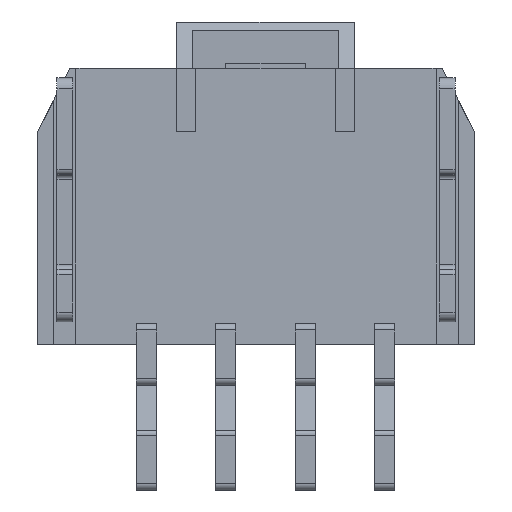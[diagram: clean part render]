
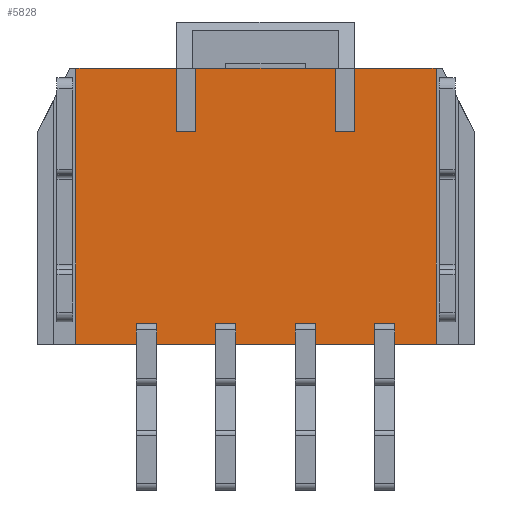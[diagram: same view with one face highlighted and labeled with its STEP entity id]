
A CAD part, front view. The second image highlights one B-rep face of the part: STEP entity #5828.
In plain terms, the highlighted planar face has unit normal (0, -1, 0).
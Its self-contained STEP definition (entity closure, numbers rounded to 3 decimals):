
#276=FACE_OUTER_BOUND('',#592,.T.);
#592=EDGE_LOOP('',(#3864,#3865,#3866,#3867,#3868,#3869,#3870,#3871,#3872,
#3873,#3874,#3875,#3876,#3877,#3878,#3879,#3880,#3881,#3882,#3883,#3884,
#3885,#3886,#3887,#3888,#3889,#3890,#3891));
#935=LINE('',#8144,#1699);
#936=LINE('',#8146,#1700);
#937=LINE('',#8148,#1701);
#938=LINE('',#8150,#1702);
#939=LINE('',#8152,#1703);
#940=LINE('',#8154,#1704);
#941=LINE('',#8156,#1705);
#942=LINE('',#8158,#1706);
#943=LINE('',#8160,#1707);
#944=LINE('',#8162,#1708);
#945=LINE('',#8164,#1709);
#946=LINE('',#8166,#1710);
#947=LINE('',#8168,#1711);
#948=LINE('',#8170,#1712);
#949=LINE('',#8172,#1713);
#950=LINE('',#8174,#1714);
#951=LINE('',#8176,#1715);
#952=LINE('',#8178,#1716);
#953=LINE('',#8180,#1717);
#954=LINE('',#8182,#1718);
#955=LINE('',#8184,#1719);
#956=LINE('',#8186,#1720);
#957=LINE('',#8188,#1721);
#958=LINE('',#8190,#1722);
#959=LINE('',#8192,#1723);
#960=LINE('',#8194,#1724);
#961=LINE('',#8196,#1725);
#962=LINE('',#8197,#1726);
#1699=VECTOR('',#6572,0.65);
#1700=VECTOR('',#6573,0.635);
#1701=VECTOR('',#6574,0.65);
#1702=VECTOR('',#6575,1.303);
#1703=VECTOR('',#6576,8.69);
#1704=VECTOR('',#6577,2.57);
#1705=VECTOR('',#6578,2.);
#1706=VECTOR('',#6579,0.6);
#1707=VECTOR('',#6580,2.);
#1708=VECTOR('',#6581,4.4);
#1709=VECTOR('',#6582,2.);
#1710=VECTOR('',#6583,0.6);
#1711=VECTOR('',#6584,2.);
#1712=VECTOR('',#6585,3.17);
#1713=VECTOR('',#6586,8.69);
#1714=VECTOR('',#6587,1.903);
#1715=VECTOR('',#6588,0.65);
#1716=VECTOR('',#6589,0.635);
#1717=VECTOR('',#6590,0.65);
#1718=VECTOR('',#6591,1.865);
#1719=VECTOR('',#6592,0.65);
#1720=VECTOR('',#6593,0.635);
#1721=VECTOR('',#6594,0.65);
#1722=VECTOR('',#6595,1.865);
#1723=VECTOR('',#6596,0.65);
#1724=VECTOR('',#6597,0.635);
#1725=VECTOR('',#6598,0.65);
#1726=VECTOR('',#6599,1.865);
#2463=VERTEX_POINT('',#8142);
#2464=VERTEX_POINT('',#8143);
#2465=VERTEX_POINT('',#8145);
#2466=VERTEX_POINT('',#8147);
#2467=VERTEX_POINT('',#8149);
#2468=VERTEX_POINT('',#8151);
#2469=VERTEX_POINT('',#8153);
#2470=VERTEX_POINT('',#8155);
#2471=VERTEX_POINT('',#8157);
#2472=VERTEX_POINT('',#8159);
#2473=VERTEX_POINT('',#8161);
#2474=VERTEX_POINT('',#8163);
#2475=VERTEX_POINT('',#8165);
#2476=VERTEX_POINT('',#8167);
#2477=VERTEX_POINT('',#8169);
#2478=VERTEX_POINT('',#8171);
#2479=VERTEX_POINT('',#8173);
#2480=VERTEX_POINT('',#8175);
#2481=VERTEX_POINT('',#8177);
#2482=VERTEX_POINT('',#8179);
#2483=VERTEX_POINT('',#8181);
#2484=VERTEX_POINT('',#8183);
#2485=VERTEX_POINT('',#8185);
#2486=VERTEX_POINT('',#8187);
#2487=VERTEX_POINT('',#8189);
#2488=VERTEX_POINT('',#8191);
#2489=VERTEX_POINT('',#8193);
#2490=VERTEX_POINT('',#8195);
#3016=EDGE_CURVE('',#2463,#2464,#935,.T.);
#3017=EDGE_CURVE('',#2464,#2465,#936,.T.);
#3018=EDGE_CURVE('',#2466,#2465,#937,.T.);
#3019=EDGE_CURVE('',#2467,#2466,#938,.T.);
#3020=EDGE_CURVE('',#2467,#2468,#939,.T.);
#3021=EDGE_CURVE('',#2469,#2468,#940,.T.);
#3022=EDGE_CURVE('',#2469,#2470,#941,.T.);
#3023=EDGE_CURVE('',#2471,#2470,#942,.T.);
#3024=EDGE_CURVE('',#2472,#2471,#943,.T.);
#3025=EDGE_CURVE('',#2473,#2472,#944,.T.);
#3026=EDGE_CURVE('',#2473,#2474,#945,.T.);
#3027=EDGE_CURVE('',#2475,#2474,#946,.T.);
#3028=EDGE_CURVE('',#2476,#2475,#947,.T.);
#3029=EDGE_CURVE('',#2477,#2476,#948,.T.);
#3030=EDGE_CURVE('',#2478,#2477,#949,.T.);
#3031=EDGE_CURVE('',#2479,#2478,#950,.T.);
#3032=EDGE_CURVE('',#2479,#2480,#951,.T.);
#3033=EDGE_CURVE('',#2480,#2481,#952,.T.);
#3034=EDGE_CURVE('',#2482,#2481,#953,.T.);
#3035=EDGE_CURVE('',#2483,#2482,#954,.T.);
#3036=EDGE_CURVE('',#2483,#2484,#955,.T.);
#3037=EDGE_CURVE('',#2484,#2485,#956,.T.);
#3038=EDGE_CURVE('',#2486,#2485,#957,.T.);
#3039=EDGE_CURVE('',#2487,#2486,#958,.T.);
#3040=EDGE_CURVE('',#2487,#2488,#959,.T.);
#3041=EDGE_CURVE('',#2488,#2489,#960,.T.);
#3042=EDGE_CURVE('',#2490,#2489,#961,.T.);
#3043=EDGE_CURVE('',#2463,#2490,#962,.T.);
#3864=ORIENTED_EDGE('',*,*,#3016,.T.);
#3865=ORIENTED_EDGE('',*,*,#3017,.T.);
#3866=ORIENTED_EDGE('',*,*,#3018,.F.);
#3867=ORIENTED_EDGE('',*,*,#3019,.F.);
#3868=ORIENTED_EDGE('',*,*,#3020,.T.);
#3869=ORIENTED_EDGE('',*,*,#3021,.F.);
#3870=ORIENTED_EDGE('',*,*,#3022,.T.);
#3871=ORIENTED_EDGE('',*,*,#3023,.F.);
#3872=ORIENTED_EDGE('',*,*,#3024,.F.);
#3873=ORIENTED_EDGE('',*,*,#3025,.F.);
#3874=ORIENTED_EDGE('',*,*,#3026,.T.);
#3875=ORIENTED_EDGE('',*,*,#3027,.F.);
#3876=ORIENTED_EDGE('',*,*,#3028,.F.);
#3877=ORIENTED_EDGE('',*,*,#3029,.F.);
#3878=ORIENTED_EDGE('',*,*,#3030,.F.);
#3879=ORIENTED_EDGE('',*,*,#3031,.F.);
#3880=ORIENTED_EDGE('',*,*,#3032,.T.);
#3881=ORIENTED_EDGE('',*,*,#3033,.T.);
#3882=ORIENTED_EDGE('',*,*,#3034,.F.);
#3883=ORIENTED_EDGE('',*,*,#3035,.F.);
#3884=ORIENTED_EDGE('',*,*,#3036,.T.);
#3885=ORIENTED_EDGE('',*,*,#3037,.T.);
#3886=ORIENTED_EDGE('',*,*,#3038,.F.);
#3887=ORIENTED_EDGE('',*,*,#3039,.F.);
#3888=ORIENTED_EDGE('',*,*,#3040,.T.);
#3889=ORIENTED_EDGE('',*,*,#3041,.T.);
#3890=ORIENTED_EDGE('',*,*,#3042,.F.);
#3891=ORIENTED_EDGE('',*,*,#3043,.F.);
#5554=PLANE('',#6158);
#5828=ADVANCED_FACE('',(#276),#5554,.F.);
#6158=AXIS2_PLACEMENT_3D('',#8141,#6570,#6571);
#6570=DIRECTION('center_axis',(0.,1.,0.));
#6571=DIRECTION('ref_axis',(-1.,0.,0.));
#6572=DIRECTION('',(0.,0.,1.));
#6573=DIRECTION('',(1.,0.,0.));
#6574=DIRECTION('',(0.,0.,1.));
#6575=DIRECTION('',(-1.,0.,0.));
#6576=DIRECTION('',(0.,0.,1.));
#6577=DIRECTION('',(1.,0.,0.));
#6578=DIRECTION('',(0.,0.,-1.));
#6579=DIRECTION('',(1.,0.,0.));
#6580=DIRECTION('',(0.,0.,-1.));
#6581=DIRECTION('',(1.,0.,0.));
#6582=DIRECTION('',(0.,0.,-1.));
#6583=DIRECTION('',(1.,0.,0.));
#6584=DIRECTION('',(0.,0.,-1.));
#6585=DIRECTION('',(1.,0.,0.));
#6586=DIRECTION('',(0.,0.,1.));
#6587=DIRECTION('',(-1.,0.,0.));
#6588=DIRECTION('',(0.,0.,1.));
#6589=DIRECTION('',(1.,0.,0.));
#6590=DIRECTION('',(0.,0.,1.));
#6591=DIRECTION('',(-1.,0.,0.));
#6592=DIRECTION('',(0.,0.,1.));
#6593=DIRECTION('',(1.,0.,0.));
#6594=DIRECTION('',(0.,0.,1.));
#6595=DIRECTION('',(-1.,0.,0.));
#6596=DIRECTION('',(0.,0.,1.));
#6597=DIRECTION('',(1.,0.,0.));
#6598=DIRECTION('',(0.,0.,1.));
#6599=DIRECTION('',(-1.,0.,0.));
#8141=CARTESIAN_POINT('Origin',(0.,-2.99,0.));
#8142=CARTESIAN_POINT('',(3.433,-2.99,0.));
#8143=CARTESIAN_POINT('',(3.433,-2.99,0.65));
#8144=CARTESIAN_POINT('',(3.433,-2.99,0.));
#8145=CARTESIAN_POINT('',(4.068,-2.99,0.65));
#8146=CARTESIAN_POINT('',(3.433,-2.99,0.65));
#8147=CARTESIAN_POINT('',(4.068,-2.99,0.));
#8148=CARTESIAN_POINT('',(4.068,-2.99,0.));
#8149=CARTESIAN_POINT('',(5.37,-2.99,0.));
#8150=CARTESIAN_POINT('',(5.37,-2.99,0.));
#8151=CARTESIAN_POINT('',(5.37,-2.99,8.69));
#8152=CARTESIAN_POINT('',(5.37,-2.99,0.));
#8153=CARTESIAN_POINT('',(2.8,-2.99,8.69));
#8154=CARTESIAN_POINT('',(2.8,-2.99,8.69));
#8155=CARTESIAN_POINT('',(2.8,-2.99,6.69));
#8156=CARTESIAN_POINT('',(2.8,-2.99,8.69));
#8157=CARTESIAN_POINT('',(2.2,-2.99,6.69));
#8158=CARTESIAN_POINT('',(2.2,-2.99,6.69));
#8159=CARTESIAN_POINT('',(2.2,-2.99,8.69));
#8160=CARTESIAN_POINT('',(2.2,-2.99,8.69));
#8161=CARTESIAN_POINT('',(-2.2,-2.99,8.69));
#8162=CARTESIAN_POINT('',(-2.2,-2.99,8.69));
#8163=CARTESIAN_POINT('',(-2.2,-2.99,6.69));
#8164=CARTESIAN_POINT('',(-2.2,-2.99,8.69));
#8165=CARTESIAN_POINT('',(-2.8,-2.99,6.69));
#8166=CARTESIAN_POINT('',(-2.8,-2.99,6.69));
#8167=CARTESIAN_POINT('',(-2.8,-2.99,8.69));
#8168=CARTESIAN_POINT('',(-2.8,-2.99,8.69));
#8169=CARTESIAN_POINT('',(-5.97,-2.99,8.69));
#8170=CARTESIAN_POINT('',(-5.97,-2.99,8.69));
#8171=CARTESIAN_POINT('',(-5.97,-2.99,0.));
#8172=CARTESIAN_POINT('',(-5.97,-2.99,0.));
#8173=CARTESIAN_POINT('',(-4.068,-2.99,0.));
#8174=CARTESIAN_POINT('',(-4.068,-2.99,0.));
#8175=CARTESIAN_POINT('',(-4.068,-2.99,0.65));
#8176=CARTESIAN_POINT('',(-4.068,-2.99,0.));
#8177=CARTESIAN_POINT('',(-3.433,-2.99,0.65));
#8178=CARTESIAN_POINT('',(-4.068,-2.99,0.65));
#8179=CARTESIAN_POINT('',(-3.433,-2.99,0.));
#8180=CARTESIAN_POINT('',(-3.433,-2.99,0.));
#8181=CARTESIAN_POINT('',(-1.568,-2.99,0.));
#8182=CARTESIAN_POINT('',(-1.568,-2.99,0.));
#8183=CARTESIAN_POINT('',(-1.568,-2.99,0.65));
#8184=CARTESIAN_POINT('',(-1.568,-2.99,0.));
#8185=CARTESIAN_POINT('',(-0.933,-2.99,0.65));
#8186=CARTESIAN_POINT('',(-1.568,-2.99,0.65));
#8187=CARTESIAN_POINT('',(-0.933,-2.99,0.));
#8188=CARTESIAN_POINT('',(-0.933,-2.99,0.));
#8189=CARTESIAN_POINT('',(0.933,-2.99,0.));
#8190=CARTESIAN_POINT('',(0.933,-2.99,0.));
#8191=CARTESIAN_POINT('',(0.933,-2.99,0.65));
#8192=CARTESIAN_POINT('',(0.933,-2.99,0.));
#8193=CARTESIAN_POINT('',(1.568,-2.99,0.65));
#8194=CARTESIAN_POINT('',(0.933,-2.99,0.65));
#8195=CARTESIAN_POINT('',(1.568,-2.99,0.));
#8196=CARTESIAN_POINT('',(1.568,-2.99,0.));
#8197=CARTESIAN_POINT('',(3.433,-2.99,0.));
